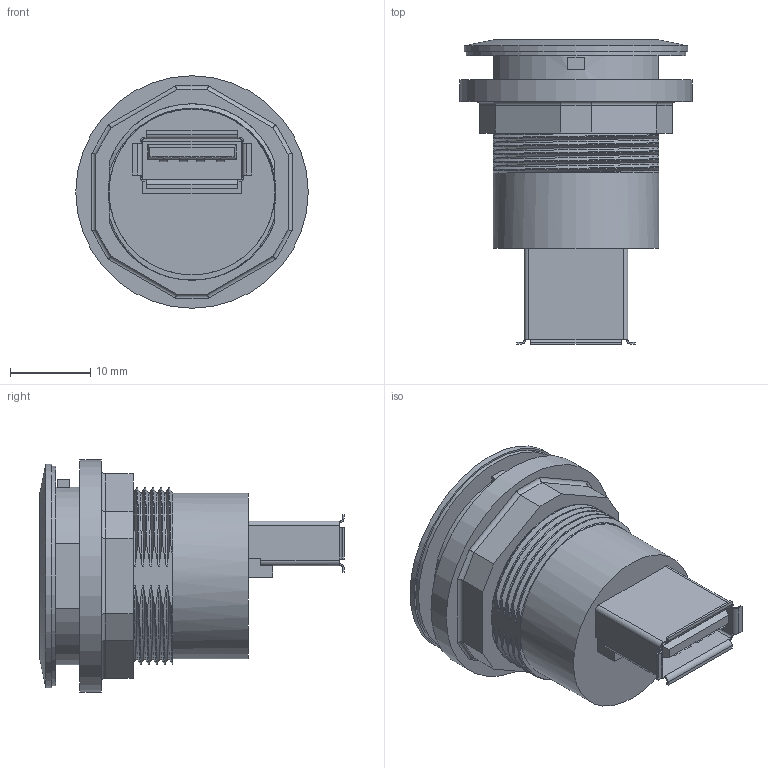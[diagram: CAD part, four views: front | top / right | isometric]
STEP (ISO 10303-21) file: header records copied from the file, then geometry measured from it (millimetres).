
FILE_DESCRIPTION(/* description */ (''),/* implementation_level */ '2;1');
FILE_NAME(/* name */ 'RRJ_USB3_AA.stp',/* time_stamp */ '2016-03-11T09:00:12+01:00',/* author */ ('mharscher'),/* organization */ (''),/* preprocessor_version */ 'ST-DEVELOPER v15.2',/* originating_system */ 'Autodesk Inventor 2014',/* authorisation */ '');
FILE_SCHEMA (('CONFIG_CONTROL_DESIGN'));
Length unit declared in the file: millimetre
Products named in the file (1): RRJ_USB3_AA
Bounding box: 29 x 38 x 29 mm (x, y, z)
Volume: 10298.8 mm3; surface area: 7467.8 mm2
Topology: 5 solids, 5 shells, 889 faces, 2510 edges, 1596 vertices
Faces by surface type: plane 544, cylinder 238, bspline 95, torus 7, cone 5
Full cylindrical faces by diameter (mm): 20.05 x1, 20.7 x1, 20.917 x1, 22.6 x1, 25.35 x1, 27.4 x1, 27.9 x1, 29 x1
Entity records: 34954 total; most frequent: CARTESIAN_POINT 12439, ORIENTED_EDGE 5032, DIRECTION 4213, EDGE_CURVE 2492, LINE 1775, VECTOR 1775, VERTEX_POINT 1593, AXIS2_PLACEMENT_3D 1219
